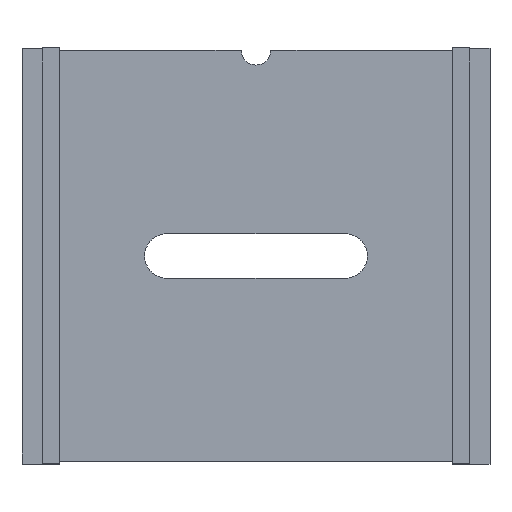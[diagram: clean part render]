
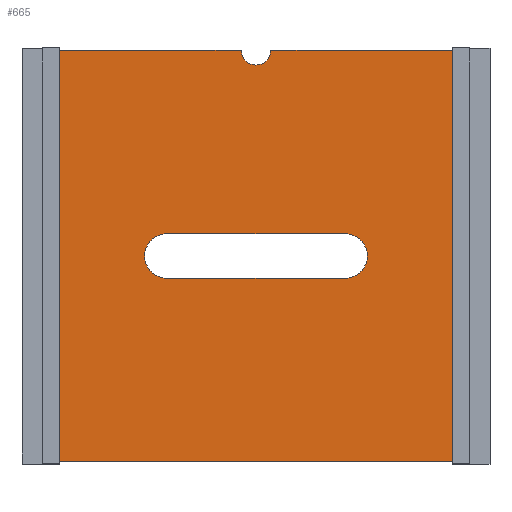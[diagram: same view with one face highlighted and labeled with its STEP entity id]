
A CAD part, top view. The second image highlights one B-rep face of the part: STEP entity #665.
In plain terms, the highlighted planar face has unit normal (0, 0, 1).
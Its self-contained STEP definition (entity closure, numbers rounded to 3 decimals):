
#7 = EDGE_CURVE ( 'NONE', #1649, #114, #686, .T. ) ;
#17 = EDGE_CURVE ( 'NONE', #114, #1546, #211, .T. ) ;
#21 = CARTESIAN_POINT ( 'NONE',  ( 132.5, -138.5, 22. ) ) ;
#35 = LINE ( 'NONE', #1200, #1641 ) ;
#114 = VERTEX_POINT ( 'NONE', #749 ) ;
#136 = EDGE_CURVE ( 'NONE', #962, #1107, #964, .T. ) ;
#139 = PLANE ( 'NONE',  #445 ) ;
#156 = EDGE_CURVE ( 'NONE', #272, #962, #531, .T. ) ;
#211 = LINE ( 'NONE', #387, #1217 ) ;
#223 = CARTESIAN_POINT ( 'NONE',  ( 0., 138.5, 22. ) ) ;
#233 = CARTESIAN_POINT ( 'NONE',  ( 60., 0., 22. ) ) ;
#272 = VERTEX_POINT ( 'NONE', #1155 ) ;
#307 = AXIS2_PLACEMENT_3D ( 'NONE', #223, #750, #1258 ) ;
#342 = DIRECTION ( 'NONE',  ( 0., 0., 1. ) ) ;
#387 = CARTESIAN_POINT ( 'NONE',  ( -60., -15., 22. ) ) ;
#394 = DIRECTION ( 'NONE',  ( 0., 0., 1. ) ) ;
#403 = AXIS2_PLACEMENT_3D ( 'NONE', #699, #647, #569 ) ;
#421 = CARTESIAN_POINT ( 'NONE',  ( 60., 15., 22. ) ) ;
#439 = VECTOR ( 'NONE', #578, 1000. ) ;
#445 = AXIS2_PLACEMENT_3D ( 'NONE', #709, #394, #819 ) ;
#483 = LINE ( 'NONE', #1563, #1488 ) ;
#484 = VECTOR ( 'NONE', #877, 1000. ) ;
#512 = DIRECTION ( 'NONE',  ( 1., 0., 0. ) ) ;
#525 = EDGE_CURVE ( 'NONE', #1523, #580, #759, .T. ) ;
#531 = LINE ( 'NONE', #703, #484 ) ;
#553 = DIRECTION ( 'NONE',  ( 1., 0., 0. ) ) ;
#566 = EDGE_CURVE ( 'NONE', #1546, #1490, #717, .T. ) ;
#569 = DIRECTION ( 'NONE',  ( 1., 0., 0. ) ) ;
#571 = VECTOR ( 'NONE', #1334, 1000. ) ;
#578 = DIRECTION ( 'NONE',  ( 0., 1., 0. ) ) ;
#580 = VERTEX_POINT ( 'NONE', #1675 ) ;
#602 = FACE_OUTER_BOUND ( 'NONE', #732, .T. ) ;
#647 = DIRECTION ( 'NONE',  ( 0., 0., 1. ) ) ;
#661 = EDGE_CURVE ( 'NONE', #272, #1611, #1566, .T. ) ;
#665 = ADVANCED_FACE ( 'NONE', ( #602, #834 ), #139, .T. ) ;
#686 = CIRCLE ( 'NONE', #1629, 15. ) ;
#699 = CARTESIAN_POINT ( 'NONE',  ( 60., 0., 22. ) ) ;
#703 = CARTESIAN_POINT ( 'NONE',  ( -132.5, -138.5, 22. ) ) ;
#709 = CARTESIAN_POINT ( 'NONE',  ( -132.5, -138.5, 22. ) ) ;
#717 = CIRCLE ( 'NONE', #1169, 15. ) ;
#732 = EDGE_LOOP ( 'NONE', ( #831, #929, #801, #907, #945, #966 ) ) ;
#749 = CARTESIAN_POINT ( 'NONE',  ( -60., -15., 22. ) ) ;
#750 = DIRECTION ( 'NONE',  ( 0., 0., 1. ) ) ;
#759 = CIRCLE ( 'NONE', #307, 10. ) ;
#788 = DIRECTION ( 'NONE',  ( 0., 0., 1. ) ) ;
#801 = ORIENTED_EDGE ( 'NONE', *, *, #661, .F. ) ;
#819 = DIRECTION ( 'NONE',  ( 1., 0., 0. ) ) ;
#831 = ORIENTED_EDGE ( 'NONE', *, *, #525, .F. ) ;
#834 = FACE_BOUND ( 'NONE', #1083, .T. ) ;
#844 = CARTESIAN_POINT ( 'NONE',  ( -60., 15., 22. ) ) ;
#861 = EDGE_CURVE ( 'NONE', #1490, #892, #889, .T. ) ;
#877 = DIRECTION ( 'NONE',  ( 1., 0., 0. ) ) ;
#889 = CIRCLE ( 'NONE', #403, 15. ) ;
#892 = VERTEX_POINT ( 'NONE', #421 ) ;
#907 = ORIENTED_EDGE ( 'NONE', *, *, #156, .T. ) ;
#929 = ORIENTED_EDGE ( 'NONE', *, *, #1238, .F. ) ;
#945 = ORIENTED_EDGE ( 'NONE', *, *, #136, .T. ) ;
#954 = CARTESIAN_POINT ( 'NONE',  ( 75., 0., 22. ) ) ;
#962 = VERTEX_POINT ( 'NONE', #21 ) ;
#964 = LINE ( 'NONE', #1142, #1615 ) ;
#966 = ORIENTED_EDGE ( 'NONE', *, *, #1135, .F. ) ;
#998 = CARTESIAN_POINT ( 'NONE',  ( -132.5, -138.5, 22. ) ) ;
#1003 = ORIENTED_EDGE ( 'NONE', *, *, #7, .F. ) ;
#1014 = ORIENTED_EDGE ( 'NONE', *, *, #861, .F. ) ;
#1049 = ORIENTED_EDGE ( 'NONE', *, *, #1597, .F. ) ;
#1066 = ORIENTED_EDGE ( 'NONE', *, *, #566, .F. ) ;
#1083 = EDGE_LOOP ( 'NONE', ( #1003, #1049, #1014, #1066, #1160 ) ) ;
#1107 = VERTEX_POINT ( 'NONE', #1232 ) ;
#1135 = EDGE_CURVE ( 'NONE', #580, #1107, #483, .T. ) ;
#1142 = CARTESIAN_POINT ( 'NONE',  ( 132.5, -138.5, 22. ) ) ;
#1143 = DIRECTION ( 'NONE',  ( 1., 0., 0. ) ) ;
#1155 = CARTESIAN_POINT ( 'NONE',  ( -132.5, -138.5, 22. ) ) ;
#1160 = ORIENTED_EDGE ( 'NONE', *, *, #17, .F. ) ;
#1169 = AXIS2_PLACEMENT_3D ( 'NONE', #233, #788, #1143 ) ;
#1175 = DIRECTION ( 'NONE',  ( 1., 0., 0. ) ) ;
#1200 = CARTESIAN_POINT ( 'NONE',  ( -132.5, 138.5, 22. ) ) ;
#1217 = VECTOR ( 'NONE', #553, 1000. ) ;
#1232 = CARTESIAN_POINT ( 'NONE',  ( 132.5, 138.5, 22. ) ) ;
#1238 = EDGE_CURVE ( 'NONE', #1611, #1523, #35, .T. ) ;
#1258 = DIRECTION ( 'NONE',  ( 1., 0., 0. ) ) ;
#1288 = CARTESIAN_POINT ( 'NONE',  ( -132.5, 138.5, 22. ) ) ;
#1334 = DIRECTION ( 'NONE',  ( -1., 0., 0. ) ) ;
#1338 = DIRECTION ( 'NONE',  ( 0., 1., 0. ) ) ;
#1358 = CARTESIAN_POINT ( 'NONE',  ( -60., 0., 22. ) ) ;
#1386 = CARTESIAN_POINT ( 'NONE',  ( 60., -15., 22. ) ) ;
#1488 = VECTOR ( 'NONE', #1175, 1000. ) ;
#1490 = VERTEX_POINT ( 'NONE', #954 ) ;
#1523 = VERTEX_POINT ( 'NONE', #1612 ) ;
#1530 = CARTESIAN_POINT ( 'NONE',  ( -60., 15., 22. ) ) ;
#1546 = VERTEX_POINT ( 'NONE', #1386 ) ;
#1563 = CARTESIAN_POINT ( 'NONE',  ( -132.5, 138.5, 22. ) ) ;
#1566 = LINE ( 'NONE', #998, #439 ) ;
#1597 = EDGE_CURVE ( 'NONE', #892, #1649, #1678, .T. ) ;
#1611 = VERTEX_POINT ( 'NONE', #1288 ) ;
#1612 = CARTESIAN_POINT ( 'NONE',  ( -10., 138.5, 22. ) ) ;
#1615 = VECTOR ( 'NONE', #1338, 1000. ) ;
#1629 = AXIS2_PLACEMENT_3D ( 'NONE', #1358, #342, #512 ) ;
#1641 = VECTOR ( 'NONE', #1684, 1000. ) ;
#1649 = VERTEX_POINT ( 'NONE', #844 ) ;
#1675 = CARTESIAN_POINT ( 'NONE',  ( 10., 138.5, 22. ) ) ;
#1678 = LINE ( 'NONE', #1530, #571 ) ;
#1684 = DIRECTION ( 'NONE',  ( 1., 0., 0. ) ) ;
